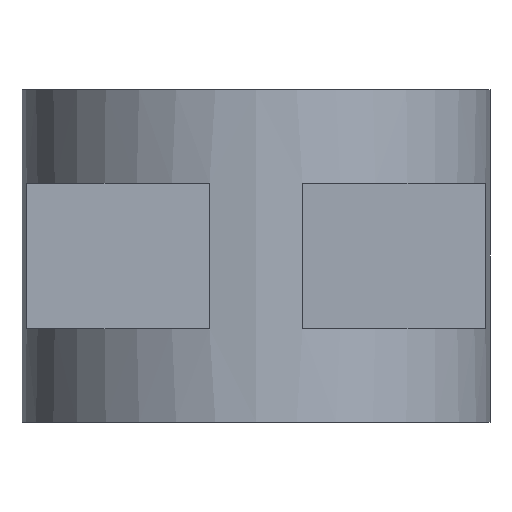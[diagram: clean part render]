
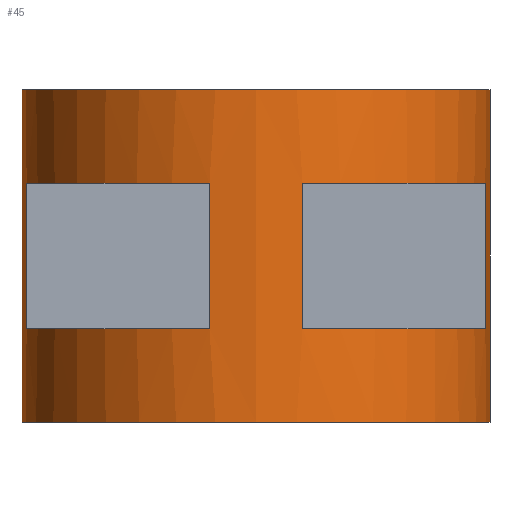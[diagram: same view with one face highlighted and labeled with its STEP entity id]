
A CAD part, front view. The second image highlights one B-rep face of the part: STEP entity #45.
In plain terms, the highlighted cylindrical face has radius 50 mm (diameter 100 mm), a full revolution.
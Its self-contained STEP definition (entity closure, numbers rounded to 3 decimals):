
#21 = EDGE_CURVE('',#22,#22,#24,.T.);
#22 = VERTEX_POINT('',#23);
#23 = CARTESIAN_POINT('',(50.,0.,0.));
#24 = CIRCLE('',#25,50.);
#25 = AXIS2_PLACEMENT_3D('',#26,#27,#28);
#26 = CARTESIAN_POINT('',(0.,0.,0.));
#27 = DIRECTION('',(0.,0.,1.));
#28 = DIRECTION('',(1.,0.,0.));
#45 = ADVANCED_FACE('',(#46,#64,#168,#204),#240,.T.);
#46 = FACE_BOUND('',#47,.F.);
#47 = EDGE_LOOP('',(#48,#49,#56,#63));
#48 = ORIENTED_EDGE('',*,*,#21,.F.);
#49 = ORIENTED_EDGE('',*,*,#50,.F.);
#50 = EDGE_CURVE('',#51,#22,#53,.T.);
#51 = VERTEX_POINT('',#52);
#52 = CARTESIAN_POINT('',(50.,0.,71.));
#53 = B_SPLINE_CURVE_WITH_KNOTS('',1,(#54,#55),.UNSPECIFIED.,.F.,.F.,(2,
    2),(-71.,0.),.PIECEWISE_BEZIER_KNOTS.);
#54 = CARTESIAN_POINT('',(50.,0.,71.));
#55 = CARTESIAN_POINT('',(50.,0.,0.));
#56 = ORIENTED_EDGE('',*,*,#57,.T.);
#57 = EDGE_CURVE('',#51,#51,#58,.T.);
#58 = CIRCLE('',#59,50.);
#59 = AXIS2_PLACEMENT_3D('',#60,#61,#62);
#60 = CARTESIAN_POINT('',(0.,0.,71.));
#61 = DIRECTION('',(0.,0.,1.));
#62 = DIRECTION('',(1.,0.,0.));
#63 = ORIENTED_EDGE('',*,*,#50,.T.);
#64 = FACE_BOUND('',#65,.F.);
#65 = EDGE_LOOP('',(#66,#76,#85,#93,#102,#110,#119,#127,#136,#144,#153,
    #161));
#66 = ORIENTED_EDGE('',*,*,#67,.F.);
#67 = EDGE_CURVE('',#68,#70,#72,.T.);
#68 = VERTEX_POINT('',#69);
#69 = CARTESIAN_POINT('',(9.95,49.,51.));
#70 = VERTEX_POINT('',#71);
#71 = CARTESIAN_POINT('',(9.95,49.,48.));
#72 = LINE('',#73,#74);
#73 = CARTESIAN_POINT('',(9.95,49.,0.));
#74 = VECTOR('',#75,1.);
#75 = DIRECTION('',(-0.,-0.,-1.));
#76 = ORIENTED_EDGE('',*,*,#77,.T.);
#77 = EDGE_CURVE('',#68,#78,#80,.T.);
#78 = VERTEX_POINT('',#79);
#79 = CARTESIAN_POINT('',(49.,9.95,51.));
#80 = CIRCLE('',#81,50.);
#81 = AXIS2_PLACEMENT_3D('',#82,#83,#84);
#82 = CARTESIAN_POINT('',(0.,0.,51.));
#83 = DIRECTION('',(0.,0.,-1.));
#84 = DIRECTION('',(1.,0.,0.));
#85 = ORIENTED_EDGE('',*,*,#86,.T.);
#86 = EDGE_CURVE('',#78,#87,#89,.T.);
#87 = VERTEX_POINT('',#88);
#88 = CARTESIAN_POINT('',(49.,9.95,20.));
#89 = LINE('',#90,#91);
#90 = CARTESIAN_POINT('',(49.,9.95,0.));
#91 = VECTOR('',#92,1.);
#92 = DIRECTION('',(-0.,-0.,-1.));
#93 = ORIENTED_EDGE('',*,*,#94,.F.);
#94 = EDGE_CURVE('',#95,#87,#97,.T.);
#95 = VERTEX_POINT('',#96);
#96 = CARTESIAN_POINT('',(9.95,49.,20.));
#97 = CIRCLE('',#98,50.);
#98 = AXIS2_PLACEMENT_3D('',#99,#100,#101);
#99 = CARTESIAN_POINT('',(0.,0.,20.));
#100 = DIRECTION('',(0.,0.,-1.));
#101 = DIRECTION('',(1.,0.,0.));
#102 = ORIENTED_EDGE('',*,*,#103,.F.);
#103 = EDGE_CURVE('',#104,#95,#106,.T.);
#104 = VERTEX_POINT('',#105);
#105 = CARTESIAN_POINT('',(9.95,49.,23.));
#106 = LINE('',#107,#108);
#107 = CARTESIAN_POINT('',(9.95,49.,0.));
#108 = VECTOR('',#109,1.);
#109 = DIRECTION('',(-0.,-0.,-1.));
#110 = ORIENTED_EDGE('',*,*,#111,.F.);
#111 = EDGE_CURVE('',#112,#104,#114,.T.);
#112 = VERTEX_POINT('',#113);
#113 = CARTESIAN_POINT('',(-9.95,49.,23.));
#114 = CIRCLE('',#115,50.);
#115 = AXIS2_PLACEMENT_3D('',#116,#117,#118);
#116 = CARTESIAN_POINT('',(0.,0.,23.));
#117 = DIRECTION('',(0.,0.,-1.));
#118 = DIRECTION('',(1.,0.,0.));
#119 = ORIENTED_EDGE('',*,*,#120,.T.);
#120 = EDGE_CURVE('',#112,#121,#123,.T.);
#121 = VERTEX_POINT('',#122);
#122 = CARTESIAN_POINT('',(-9.95,49.,20.));
#123 = LINE('',#124,#125);
#124 = CARTESIAN_POINT('',(-9.95,49.,0.));
#125 = VECTOR('',#126,1.);
#126 = DIRECTION('',(-0.,-0.,-1.));
#127 = ORIENTED_EDGE('',*,*,#128,.F.);
#128 = EDGE_CURVE('',#129,#121,#131,.T.);
#129 = VERTEX_POINT('',#130);
#130 = CARTESIAN_POINT('',(-49.,9.95,20.));
#131 = CIRCLE('',#132,50.);
#132 = AXIS2_PLACEMENT_3D('',#133,#134,#135);
#133 = CARTESIAN_POINT('',(0.,0.,20.));
#134 = DIRECTION('',(0.,0.,-1.));
#135 = DIRECTION('',(1.,0.,0.));
#136 = ORIENTED_EDGE('',*,*,#137,.F.);
#137 = EDGE_CURVE('',#138,#129,#140,.T.);
#138 = VERTEX_POINT('',#139);
#139 = CARTESIAN_POINT('',(-49.,9.95,51.));
#140 = LINE('',#141,#142);
#141 = CARTESIAN_POINT('',(-49.,9.95,0.));
#142 = VECTOR('',#143,1.);
#143 = DIRECTION('',(-0.,-0.,-1.));
#144 = ORIENTED_EDGE('',*,*,#145,.T.);
#145 = EDGE_CURVE('',#138,#146,#148,.T.);
#146 = VERTEX_POINT('',#147);
#147 = CARTESIAN_POINT('',(-9.95,49.,51.));
#148 = CIRCLE('',#149,50.);
#149 = AXIS2_PLACEMENT_3D('',#150,#151,#152);
#150 = CARTESIAN_POINT('',(0.,0.,51.));
#151 = DIRECTION('',(0.,0.,-1.));
#152 = DIRECTION('',(1.,0.,0.));
#153 = ORIENTED_EDGE('',*,*,#154,.T.);
#154 = EDGE_CURVE('',#146,#155,#157,.T.);
#155 = VERTEX_POINT('',#156);
#156 = CARTESIAN_POINT('',(-9.95,49.,48.));
#157 = LINE('',#158,#159);
#158 = CARTESIAN_POINT('',(-9.95,49.,0.));
#159 = VECTOR('',#160,1.);
#160 = DIRECTION('',(-0.,-0.,-1.));
#161 = ORIENTED_EDGE('',*,*,#162,.T.);
#162 = EDGE_CURVE('',#155,#70,#163,.T.);
#163 = CIRCLE('',#164,50.);
#164 = AXIS2_PLACEMENT_3D('',#165,#166,#167);
#165 = CARTESIAN_POINT('',(0.,0.,48.));
#166 = DIRECTION('',(0.,0.,-1.));
#167 = DIRECTION('',(1.,0.,0.));
#168 = FACE_BOUND('',#169,.F.);
#169 = EDGE_LOOP('',(#170,#180,#189,#197));
#170 = ORIENTED_EDGE('',*,*,#171,.F.);
#171 = EDGE_CURVE('',#172,#174,#176,.T.);
#172 = VERTEX_POINT('',#173);
#173 = CARTESIAN_POINT('',(-9.95,-49.,51.));
#174 = VERTEX_POINT('',#175);
#175 = CARTESIAN_POINT('',(-9.95,-49.,20.));
#176 = LINE('',#177,#178);
#177 = CARTESIAN_POINT('',(-9.95,-49.,0.));
#178 = VECTOR('',#179,1.);
#179 = DIRECTION('',(-0.,-0.,-1.));
#180 = ORIENTED_EDGE('',*,*,#181,.T.);
#181 = EDGE_CURVE('',#172,#182,#184,.T.);
#182 = VERTEX_POINT('',#183);
#183 = CARTESIAN_POINT('',(-49.,-9.95,51.));
#184 = CIRCLE('',#185,50.);
#185 = AXIS2_PLACEMENT_3D('',#186,#187,#188);
#186 = CARTESIAN_POINT('',(0.,0.,51.));
#187 = DIRECTION('',(0.,0.,-1.));
#188 = DIRECTION('',(1.,0.,0.));
#189 = ORIENTED_EDGE('',*,*,#190,.T.);
#190 = EDGE_CURVE('',#182,#191,#193,.T.);
#191 = VERTEX_POINT('',#192);
#192 = CARTESIAN_POINT('',(-49.,-9.95,20.));
#193 = LINE('',#194,#195);
#194 = CARTESIAN_POINT('',(-49.,-9.95,0.));
#195 = VECTOR('',#196,1.);
#196 = DIRECTION('',(-0.,-0.,-1.));
#197 = ORIENTED_EDGE('',*,*,#198,.F.);
#198 = EDGE_CURVE('',#174,#191,#199,.T.);
#199 = CIRCLE('',#200,50.);
#200 = AXIS2_PLACEMENT_3D('',#201,#202,#203);
#201 = CARTESIAN_POINT('',(0.,0.,20.));
#202 = DIRECTION('',(0.,0.,-1.));
#203 = DIRECTION('',(1.,0.,0.));
#204 = FACE_BOUND('',#205,.F.);
#205 = EDGE_LOOP('',(#206,#216,#225,#233));
#206 = ORIENTED_EDGE('',*,*,#207,.T.);
#207 = EDGE_CURVE('',#208,#210,#212,.T.);
#208 = VERTEX_POINT('',#209);
#209 = CARTESIAN_POINT('',(9.95,-49.,51.));
#210 = VERTEX_POINT('',#211);
#211 = CARTESIAN_POINT('',(9.95,-49.,20.));
#212 = LINE('',#213,#214);
#213 = CARTESIAN_POINT('',(9.95,-49.,0.));
#214 = VECTOR('',#215,1.);
#215 = DIRECTION('',(-0.,-0.,-1.));
#216 = ORIENTED_EDGE('',*,*,#217,.F.);
#217 = EDGE_CURVE('',#218,#210,#220,.T.);
#218 = VERTEX_POINT('',#219);
#219 = CARTESIAN_POINT('',(49.,-9.95,20.));
#220 = CIRCLE('',#221,50.);
#221 = AXIS2_PLACEMENT_3D('',#222,#223,#224);
#222 = CARTESIAN_POINT('',(0.,0.,20.));
#223 = DIRECTION('',(0.,0.,-1.));
#224 = DIRECTION('',(1.,0.,0.));
#225 = ORIENTED_EDGE('',*,*,#226,.F.);
#226 = EDGE_CURVE('',#227,#218,#229,.T.);
#227 = VERTEX_POINT('',#228);
#228 = CARTESIAN_POINT('',(49.,-9.95,51.));
#229 = LINE('',#230,#231);
#230 = CARTESIAN_POINT('',(49.,-9.95,0.));
#231 = VECTOR('',#232,1.);
#232 = DIRECTION('',(-0.,-0.,-1.));
#233 = ORIENTED_EDGE('',*,*,#234,.T.);
#234 = EDGE_CURVE('',#227,#208,#235,.T.);
#235 = CIRCLE('',#236,50.);
#236 = AXIS2_PLACEMENT_3D('',#237,#238,#239);
#237 = CARTESIAN_POINT('',(0.,0.,51.));
#238 = DIRECTION('',(0.,0.,-1.));
#239 = DIRECTION('',(1.,0.,0.));
#240 = CYLINDRICAL_SURFACE('',#241,50.);
#241 = AXIS2_PLACEMENT_3D('',#242,#243,#244);
#242 = CARTESIAN_POINT('',(0.,0.,0.));
#243 = DIRECTION('',(-0.,-0.,-1.));
#244 = DIRECTION('',(1.,0.,0.));
